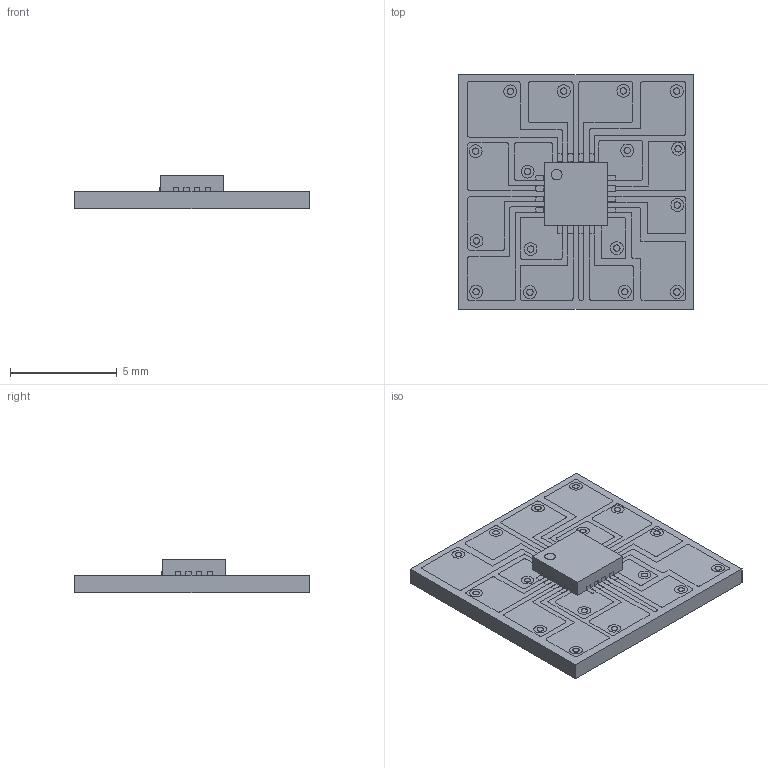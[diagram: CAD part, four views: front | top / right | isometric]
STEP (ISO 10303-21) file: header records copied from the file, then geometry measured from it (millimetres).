
FILE_DESCRIPTION(('FreeCAD Model'),'2;1');
FILE_NAME('CH552Core_AmbinoA1.step', '2022-02-11T22:12:45',('Author'),(''), 'Open CASCADE STEP processor 7.3','FreeCAD','Unknown');
FILE_SCHEMA(('AUTOMOTIVE_DESIGN { 1 0 10303 214 1 1 1 1 }'));
Length unit declared in the file: millimetre
Products named in the file (1): Ch552_Core_sp
Bounding box: 10.99 x 10.98 x 1.59 mm (x, y, z)
Volume: 103.3 mm3; surface area: 485.6 mm2
Topology: 2 solids, 101 shells, 216 faces, 3392 edges, 3281 vertices
Faces by surface type: plane 199, cylinder 17
Full cylindrical faces by diameter (mm): 0.5 x1
Entity records: 31114 total; most frequent: CARTESIAN_POINT 6890, DIRECTION 4090, ORIENTED_EDGE 3725, EDGE_CURVE 3392, VERTEX_POINT 3281, LINE 3128, VECTOR 3128, AXIS2_PLACEMENT_3D 481
